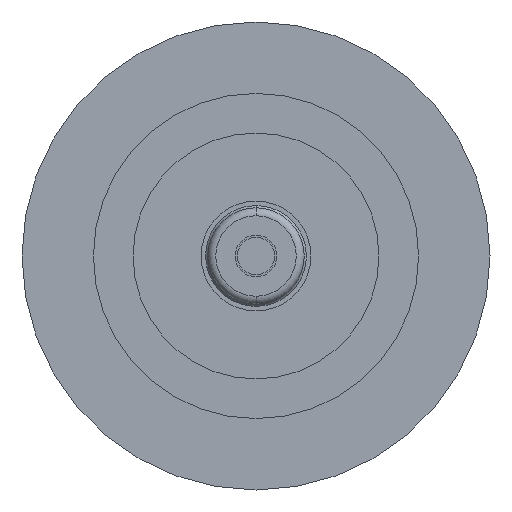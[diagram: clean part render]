
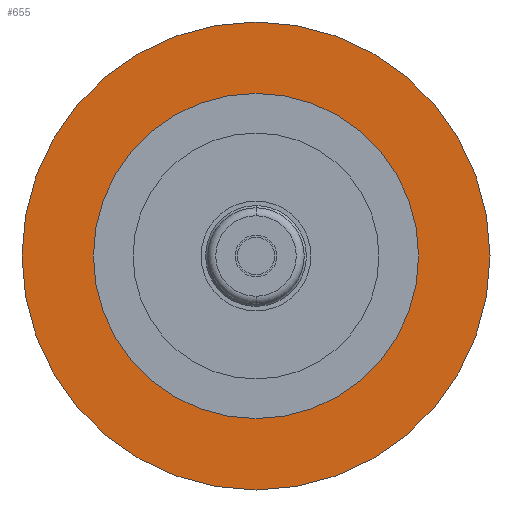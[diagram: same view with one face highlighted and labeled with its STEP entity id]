
A CAD part, front view. The second image highlights one B-rep face of the part: STEP entity #655.
In plain terms, the highlighted planar face has unit normal (0, -1, 0).
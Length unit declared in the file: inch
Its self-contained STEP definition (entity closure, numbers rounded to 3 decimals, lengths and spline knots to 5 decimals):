
#8 = DIRECTION ( 'NONE',  ( 0., 0., 1. ) ) ;
#9 = DIRECTION ( 'NONE',  ( 0., 1., 0. ) ) ;
#10 = CARTESIAN_POINT ( 'NONE',  ( 0., 0., 0. ) ) ;
#70 = DIRECTION ( 'NONE',  ( 0., 0., 1. ) ) ;
#71 = DIRECTION ( 'NONE',  ( 0., 1., 0. ) ) ;
#72 = CARTESIAN_POINT ( 'NONE',  ( 0., 0., 0. ) ) ;
#282 = DIRECTION ( 'NONE',  ( 0., 0., 1. ) ) ;
#283 = DIRECTION ( 'NONE',  ( 0., 1., 0. ) ) ;
#284 = CARTESIAN_POINT ( 'NONE',  ( 0., 0., 0. ) ) ;
#330 = CARTESIAN_POINT ( 'NONE',  ( -0.59, 0., 0. ) ) ;
#389 = DIRECTION ( 'NONE',  ( 0., -1., 0. ) ) ;
#398 = PLANE ( 'NONE',  #508 ) ;
#401 = DIRECTION ( 'NONE',  ( 0., 0., -1. ) ) ;
#462 = AXIS2_PLACEMENT_3D ( 'NONE', #1859, #1864, #1863 ) ;
#508 = AXIS2_PLACEMENT_3D ( 'NONE', #330, #389, #401 ) ;
#574 = EDGE_CURVE ( 'NONE', #970, #951, #1276, .T. ) ;
#586 = EDGE_CURVE ( 'NONE', #951, #970, #1413, .T. ) ;
#591 = EDGE_CURVE ( 'NONE', #1073, #1043, #1409, .T. ) ;
#655 = ADVANCED_FACE ( 'NONE', ( #1307, #1304 ), #398, .T. ) ;
#716 = AXIS2_PLACEMENT_3D ( 'NONE', #284, #283, #282 ) ;
#721 = AXIS2_PLACEMENT_3D ( 'NONE', #10, #9, #8 ) ;
#729 = AXIS2_PLACEMENT_3D ( 'NONE', #72, #71, #70 ) ;
#951 = VERTEX_POINT ( 'NONE', #1804 ) ;
#970 = VERTEX_POINT ( 'NONE', #1794 ) ;
#1043 = VERTEX_POINT ( 'NONE', #1752 ) ;
#1073 = VERTEX_POINT ( 'NONE', #1737 ) ;
#1201 = CIRCLE ( 'NONE', #462, 0.41 ) ;
#1276 = CIRCLE ( 'NONE', #729, 0.59 ) ;
#1304 = FACE_OUTER_BOUND ( 'NONE', #1540, .T. ) ;
#1307 = FACE_BOUND ( 'NONE', #1544, .T. ) ;
#1409 = CIRCLE ( 'NONE', #716, 0.41 ) ;
#1413 = CIRCLE ( 'NONE', #721, 0.59 ) ;
#1540 = EDGE_LOOP ( 'NONE', ( #1577, #1578 ) ) ;
#1544 = EDGE_LOOP ( 'NONE', ( #1575, #1576 ) ) ;
#1575 = ORIENTED_EDGE ( 'NONE', *, *, #591, .T. ) ;
#1576 = ORIENTED_EDGE ( 'NONE', *, *, #1696, .T. ) ;
#1577 = ORIENTED_EDGE ( 'NONE', *, *, #574, .F. ) ;
#1578 = ORIENTED_EDGE ( 'NONE', *, *, #586, .F. ) ;
#1696 = EDGE_CURVE ( 'NONE', #1043, #1073, #1201, .T. ) ;
#1737 = CARTESIAN_POINT ( 'NONE',  ( 0., 0., 0.41 ) ) ;
#1752 = CARTESIAN_POINT ( 'NONE',  ( 0., 0., -0.41 ) ) ;
#1794 = CARTESIAN_POINT ( 'NONE',  ( 0., 0., 0.59 ) ) ;
#1804 = CARTESIAN_POINT ( 'NONE',  ( 0., 0., -0.59 ) ) ;
#1859 = CARTESIAN_POINT ( 'NONE',  ( 0., 0., 0. ) ) ;
#1863 = DIRECTION ( 'NONE',  ( 0., 0., 1. ) ) ;
#1864 = DIRECTION ( 'NONE',  ( 0., 1., 0. ) ) ;
